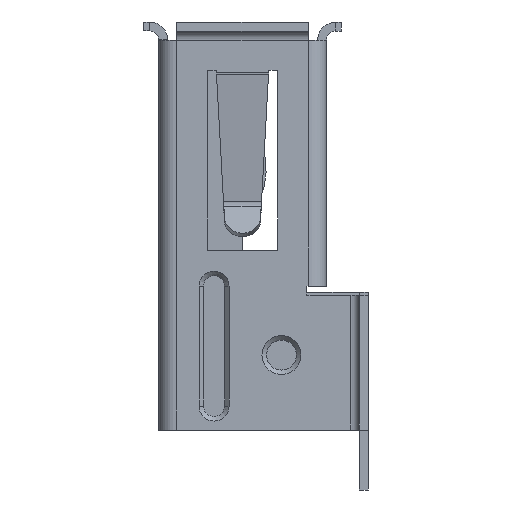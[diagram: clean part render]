
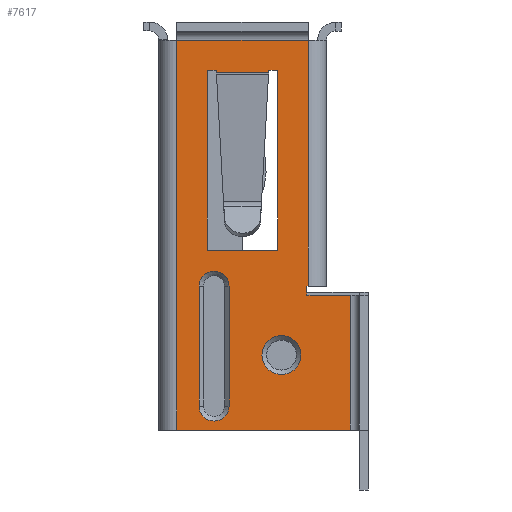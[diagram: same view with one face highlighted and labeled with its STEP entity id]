
A CAD part, left-side view. The second image highlights one B-rep face of the part: STEP entity #7617.
In plain terms, the highlighted planar face has unit normal (-1, 0, 0).
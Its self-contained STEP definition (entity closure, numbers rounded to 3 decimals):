
#234=FACE_BOUND('',#1044,.T.);
#235=FACE_BOUND('',#1045,.T.);
#236=FACE_BOUND('',#1046,.T.);
#324=CIRCLE('',#8173,0.65);
#326=CIRCLE('',#8176,0.5);
#327=CIRCLE('',#8177,0.5);
#589=FACE_OUTER_BOUND('',#1043,.T.);
#1043=EDGE_LOOP('',(#5833,#5834,#5835,#5836,#5837,#5838,#5839,#5840));
#1044=EDGE_LOOP('',(#5841,#5842,#5843,#5844));
#1045=EDGE_LOOP('',(#5845,#5846,#5847,#5848,#5849,#5850,#5851,#5852));
#1046=EDGE_LOOP('',(#5853));
#1742=LINE('',#11586,#2630);
#1743=LINE('',#11588,#2631);
#1744=LINE('',#11590,#2632);
#1745=LINE('',#11592,#2633);
#1746=LINE('',#11594,#2634);
#1747=LINE('',#11596,#2635);
#1748=LINE('',#11598,#2636);
#1749=LINE('',#11599,#2637);
#1750=LINE('',#11602,#2638);
#1751=LINE('',#11606,#2639);
#1752=LINE('',#11610,#2640);
#1753=LINE('',#11612,#2641);
#1754=LINE('',#11614,#2642);
#1755=LINE('',#11616,#2643);
#1756=LINE('',#11618,#2644);
#1757=LINE('',#11620,#2645);
#1758=LINE('',#11622,#2646);
#1759=LINE('',#11623,#2647);
#2630=VECTOR('',#9407,10.);
#2631=VECTOR('',#9408,10.);
#2632=VECTOR('',#9409,10.);
#2633=VECTOR('',#9410,0.432);
#2634=VECTOR('',#9411,10.);
#2635=VECTOR('',#9412,10.);
#2636=VECTOR('',#9413,10.);
#2637=VECTOR('',#9414,10.);
#2638=VECTOR('',#9415,10.);
#2639=VECTOR('',#9418,10.);
#2640=VECTOR('',#9421,10.);
#2641=VECTOR('',#9422,10.);
#2642=VECTOR('',#9423,10.);
#2643=VECTOR('',#9424,10.);
#2644=VECTOR('',#9425,10.);
#2645=VECTOR('',#9426,10.);
#2646=VECTOR('',#9427,10.);
#2647=VECTOR('',#9428,10.);
#3434=VERTEX_POINT('',#11578);
#3436=VERTEX_POINT('',#11584);
#3437=VERTEX_POINT('',#11585);
#3438=VERTEX_POINT('',#11587);
#3439=VERTEX_POINT('',#11589);
#3440=VERTEX_POINT('',#11591);
#3441=VERTEX_POINT('',#11593);
#3442=VERTEX_POINT('',#11595);
#3443=VERTEX_POINT('',#11597);
#3444=VERTEX_POINT('',#11600);
#3445=VERTEX_POINT('',#11601);
#3446=VERTEX_POINT('',#11603);
#3447=VERTEX_POINT('',#11605);
#3448=VERTEX_POINT('',#11608);
#3449=VERTEX_POINT('',#11609);
#3450=VERTEX_POINT('',#11611);
#3451=VERTEX_POINT('',#11613);
#3452=VERTEX_POINT('',#11615);
#3453=VERTEX_POINT('',#11617);
#3454=VERTEX_POINT('',#11619);
#3455=VERTEX_POINT('',#11621);
#4263=EDGE_CURVE('',#3434,#3434,#324,.T.);
#4266=EDGE_CURVE('',#3436,#3437,#1742,.T.);
#4267=EDGE_CURVE('',#3437,#3438,#1743,.T.);
#4268=EDGE_CURVE('',#3438,#3439,#1744,.T.);
#4269=EDGE_CURVE('',#3439,#3440,#1745,.T.);
#4270=EDGE_CURVE('',#3440,#3441,#1746,.T.);
#4271=EDGE_CURVE('',#3441,#3442,#1747,.T.);
#4272=EDGE_CURVE('',#3442,#3443,#1748,.T.);
#4273=EDGE_CURVE('',#3443,#3436,#1749,.T.);
#4274=EDGE_CURVE('',#3444,#3445,#1750,.T.);
#4275=EDGE_CURVE('',#3446,#3444,#326,.T.);
#4276=EDGE_CURVE('',#3447,#3446,#1751,.T.);
#4277=EDGE_CURVE('',#3445,#3447,#327,.T.);
#4278=EDGE_CURVE('',#3448,#3449,#1752,.T.);
#4279=EDGE_CURVE('',#3448,#3450,#1753,.T.);
#4280=EDGE_CURVE('',#3450,#3451,#1754,.T.);
#4281=EDGE_CURVE('',#3451,#3452,#1755,.T.);
#4282=EDGE_CURVE('',#3452,#3453,#1756,.T.);
#4283=EDGE_CURVE('',#3453,#3454,#1757,.T.);
#4284=EDGE_CURVE('',#3454,#3455,#1758,.T.);
#4285=EDGE_CURVE('',#3455,#3449,#1759,.T.);
#5833=ORIENTED_EDGE('',*,*,#4266,.T.);
#5834=ORIENTED_EDGE('',*,*,#4267,.T.);
#5835=ORIENTED_EDGE('',*,*,#4268,.T.);
#5836=ORIENTED_EDGE('',*,*,#4269,.T.);
#5837=ORIENTED_EDGE('',*,*,#4270,.T.);
#5838=ORIENTED_EDGE('',*,*,#4271,.T.);
#5839=ORIENTED_EDGE('',*,*,#4272,.T.);
#5840=ORIENTED_EDGE('',*,*,#4273,.T.);
#5841=ORIENTED_EDGE('',*,*,#4274,.F.);
#5842=ORIENTED_EDGE('',*,*,#4275,.F.);
#5843=ORIENTED_EDGE('',*,*,#4276,.F.);
#5844=ORIENTED_EDGE('',*,*,#4277,.F.);
#5845=ORIENTED_EDGE('',*,*,#4278,.F.);
#5846=ORIENTED_EDGE('',*,*,#4279,.T.);
#5847=ORIENTED_EDGE('',*,*,#4280,.T.);
#5848=ORIENTED_EDGE('',*,*,#4281,.T.);
#5849=ORIENTED_EDGE('',*,*,#4282,.T.);
#5850=ORIENTED_EDGE('',*,*,#4283,.T.);
#5851=ORIENTED_EDGE('',*,*,#4284,.T.);
#5852=ORIENTED_EDGE('',*,*,#4285,.T.);
#5853=ORIENTED_EDGE('',*,*,#4263,.F.);
#7267=PLANE('',#8175);
#7617=ADVANCED_FACE('',(#589,#234,#235,#236),#7267,.T.);
#8173=AXIS2_PLACEMENT_3D('',#11579,#9400,#9401);
#8175=AXIS2_PLACEMENT_3D('',#11583,#9405,#9406);
#8176=AXIS2_PLACEMENT_3D('',#11604,#9416,#9417);
#8177=AXIS2_PLACEMENT_3D('',#11607,#9419,#9420);
#9400=DIRECTION('center_axis',(-1.,0.,0.));
#9401=DIRECTION('ref_axis',(0.,0.,
1.));
#9405=DIRECTION('center_axis',(-1.,0.,0.));
#9406=DIRECTION('ref_axis',(0.,0.,
1.));
#9407=DIRECTION('',(0.,0.,1.));
#9408=DIRECTION('',(0.,1.,0.));
#9409=DIRECTION('',(0.,0.,-1.));
#9410=DIRECTION('',(0.,-1.,0.));
#9411=DIRECTION('',(0.,0.,1.));
#9412=DIRECTION('',(0.,1.,0.));
#9413=DIRECTION('',(0.,0.,1.));
#9414=DIRECTION('',(0.,-1.,0.));
#9415=DIRECTION('',(0.,0.,1.));
#9416=DIRECTION('center_axis',(-1.,0.,0.));
#9417=DIRECTION('ref_axis',(0.,1.,0.));
#9418=DIRECTION('',(0.,0.,-1.));
#9419=DIRECTION('center_axis',(-1.,0.,0.));
#9420=DIRECTION('ref_axis',(0.,-1.,0.));
#9421=DIRECTION('',(0.,1.,0.));
#9422=DIRECTION('',(0.,-0.055,0.999));
#9423=DIRECTION('',(0.,-1.,0.));
#9424=DIRECTION('',(0.,0.,-1.));
#9425=DIRECTION('',(0.,1.,0.));
#9426=DIRECTION('',(0.,0.,1.));
#9427=DIRECTION('',(0.,-1.,0.));
#9428=DIRECTION('',(0.,-0.055,-0.999));
#11578=CARTESIAN_POINT('',(0.,-3.8,-11.15));
#11579=CARTESIAN_POINT('Origin',(0.,-3.8,-10.5));
#11583=CARTESIAN_POINT('Origin',(0.,-3.161,
-6.5));
#11584=CARTESIAN_POINT('',(0.,-4.7,-8.2));
#11585=CARTESIAN_POINT('',(0.,-4.7,0.));
#11586=CARTESIAN_POINT('',(0.,-4.7,-3.25));
#11587=CARTESIAN_POINT('',(0.,-0.3,0.));
#11588=CARTESIAN_POINT('',(0.,-0.3,0.));
#11589=CARTESIAN_POINT('',(0.,-0.3,-13.));
#11590=CARTESIAN_POINT('',(0.,-0.3,-6.5));
#11591=CARTESIAN_POINT('',(0.,-6.1,-13.));
#11592=CARTESIAN_POINT('',(0.,1.057,-13.));
#11593=CARTESIAN_POINT('',(0.,-6.1,-8.5));
#11594=CARTESIAN_POINT('',(0.,-6.1,-9.75));
#11595=CARTESIAN_POINT('',(0.,-4.65,-8.5));
#11596=CARTESIAN_POINT('',(0.,-4.555,-8.5));
#11597=CARTESIAN_POINT('',(0.,-4.65,-8.2));
#11598=CARTESIAN_POINT('',(0.,-4.65,-7.5));
#11599=CARTESIAN_POINT('',(0.,-4.93,-8.2));
#11600=CARTESIAN_POINT('',(0.,-2.05,-12.2));
#11601=CARTESIAN_POINT('',(0.,-2.05,-8.2));
#11602=CARTESIAN_POINT('',(0.,-2.05,-7.35));
#11603=CARTESIAN_POINT('',(0.,-1.05,-12.2));
#11604=CARTESIAN_POINT('Origin',(0.,-1.55,-12.2));
#11605=CARTESIAN_POINT('',(0.,-1.05,-8.2));
#11606=CARTESIAN_POINT('',(0.,-1.05,-9.35));
#11607=CARTESIAN_POINT('Origin',(0.,-1.55,-8.2));
#11608=CARTESIAN_POINT('',(0.,-3.371,-1.079));
#11609=CARTESIAN_POINT('',(0.,-1.629,-1.079));
#11610=CARTESIAN_POINT('',(0.,-1.58,-1.079));
#11611=CARTESIAN_POINT('',(0.,-3.375,-1.));
#11612=CARTESIAN_POINT('',(0.,-3.086,-6.264));
#11613=CARTESIAN_POINT('',(0.,-3.675,-1.));
#11614=CARTESIAN_POINT('',(0.,-3.268,-1.));
#11615=CARTESIAN_POINT('',(0.,-3.675,-7.));
#11616=CARTESIAN_POINT('',(0.,-3.675,-3.75));
#11617=CARTESIAN_POINT('',(0.,-1.325,-7.));
#11618=CARTESIAN_POINT('',(0.,-3.418,-7.));
#11619=CARTESIAN_POINT('',(0.,-1.325,-1.));
#11620=CARTESIAN_POINT('',(0.,-1.325,-6.75));
#11621=CARTESIAN_POINT('',(0.,-1.625,-1.));
#11622=CARTESIAN_POINT('',(0.,-2.243,-1.));
#11623=CARTESIAN_POINT('',(0.,-1.778,-3.784));
